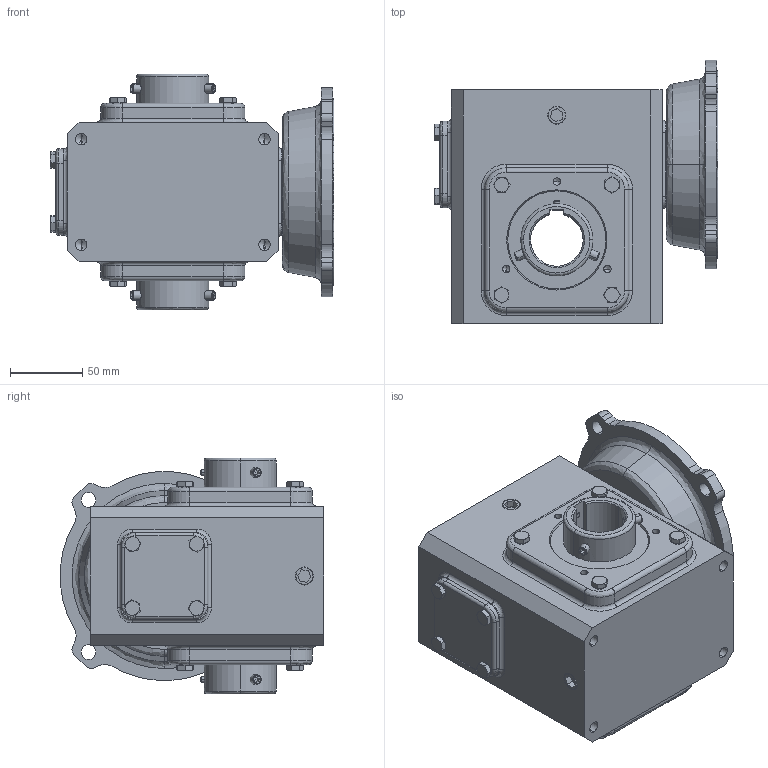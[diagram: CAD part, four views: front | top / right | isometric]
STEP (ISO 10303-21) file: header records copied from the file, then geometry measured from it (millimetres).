
FILE_DESCRIPTION (( 'STEP AP203' ), '1' );
FILE_NAME ('WGSS-206-010-HA.step', '2022-12-08T19:53:10', ( '' ), ( '' ), 'SwSTEP 2.0', 'SolidWorks 2021', '' );
FILE_SCHEMA (( 'CONFIG_CONTROL_DESIGN' ));
Length unit declared in the file: inch
Products named in the file (1): WGSS-206-010-HA
Bounding box: 196.6 x 182.61 x 163.5 mm (x, y, z)
Volume: 2617368.7 mm3; surface area: 208855.5 mm2
Topology: 7 solids, 7 shells, 895 faces, 2142 edges, 1299 vertices
Faces by surface type: plane 396, cylinder 235, cone 189, bspline 75
Entity records: 29632 total; most frequent: CARTESIAN_POINT 9354, ORIENTED_EDGE 4224, DIRECTION 4159, EDGE_CURVE 2112, AXIS2_PLACEMENT_3D 1564, VERTEX_POINT 1299, VECTOR 1031, LINE 1031
